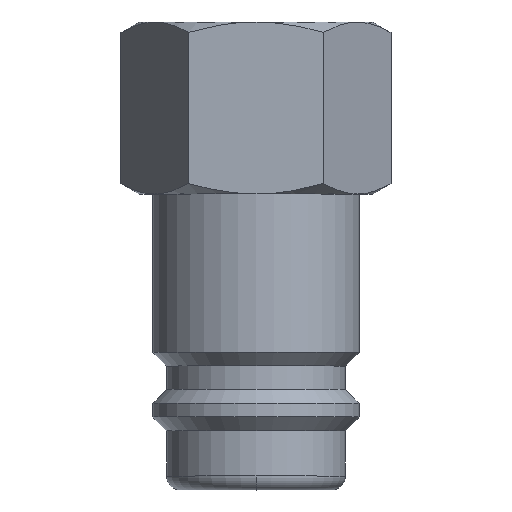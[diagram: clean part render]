
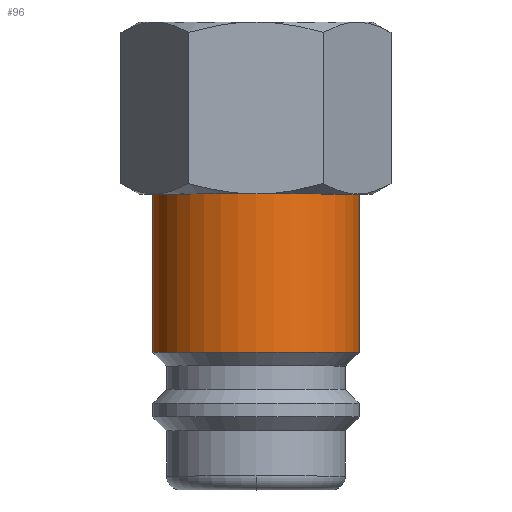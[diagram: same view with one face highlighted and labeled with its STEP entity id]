
A CAD part, top view. The second image highlights one B-rep face of the part: STEP entity #96.
In plain terms, the highlighted cylindrical face has radius 7.5 mm (diameter 15 mm), a partial arc.
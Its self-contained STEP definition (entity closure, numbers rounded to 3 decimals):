
#96=ADVANCED_FACE('',(#222),#223,.T.);
#222=FACE_OUTER_BOUND('',#377,.T.);
#223=CYLINDRICAL_SURFACE('',#378,7.5);
#377=EDGE_LOOP('',(#589,#590,#591,#592));
#378=AXIS2_PLACEMENT_3D('',#593,#594,#595);
#589=ORIENTED_EDGE('',*,*,#924,.T.);
#590=ORIENTED_EDGE('',*,*,#944,.T.);
#591=ORIENTED_EDGE('',*,*,#926,.T.);
#592=ORIENTED_EDGE('',*,*,#945,.T.);
#593=CARTESIAN_POINT('',(0.0,16.25,0.0));
#594=DIRECTION('',(-0.0,1.0,0.0));
#595=DIRECTION('',(1.0,0.0,0.0));
#924=EDGE_CURVE('',#1104,#1105,#1106,.T.);
#926=EDGE_CURVE('',#1109,#1107,#1110,.T.);
#944=EDGE_CURVE('',#1105,#1109,#1135,.T.);
#945=EDGE_CURVE('',#1107,#1104,#1136,.T.);
#1104=VERTEX_POINT('',#1376);
#1105=VERTEX_POINT('',#1377);
#1106=LINE('',#1378,#1379);
#1107=VERTEX_POINT('',#1380);
#1109=VERTEX_POINT('',#1382);
#1110=LINE('',#1383,#1384);
#1135=CIRCLE('',#1433,7.5);
#1136=CIRCLE('',#1434,7.5);
#1376=CARTESIAN_POINT('',(7.5,10.0,0.0));
#1377=CARTESIAN_POINT('',(7.5,21.5,0.));
#1378=CARTESIAN_POINT('',(7.5,16.25,0.));
#1379=VECTOR('',#1812,1.0);
#1380=CARTESIAN_POINT('',(-7.5,10.0,0.));
#1382=CARTESIAN_POINT('',(-7.5,21.5,0.));
#1383=CARTESIAN_POINT('',(-7.5,16.25,0.));
#1384=VECTOR('',#1816,1.0);
#1433=AXIS2_PLACEMENT_3D('',#1843,#1844,#1845);
#1434=AXIS2_PLACEMENT_3D('',#1846,#1847,#1848);
#1812=DIRECTION('',(0.0,1.0,0.0));
#1816=DIRECTION('',(-0.0,-1.0,-0.0));
#1843=CARTESIAN_POINT('',(0.0,21.5,0.0));
#1844=DIRECTION('',(0.0,-1.0,0.0));
#1845=DIRECTION('',(1.0,0.0,0.0));
#1846=CARTESIAN_POINT('',(0.0,10.0,0.0));
#1847=DIRECTION('',(-0.0,1.0,0.0));
#1848=DIRECTION('',(1.0,0.0,0.0));
